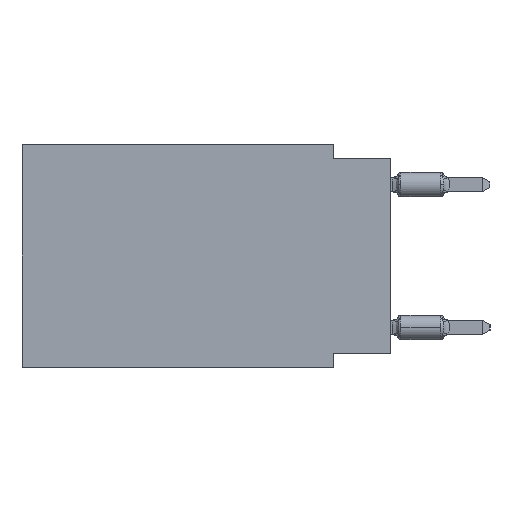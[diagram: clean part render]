
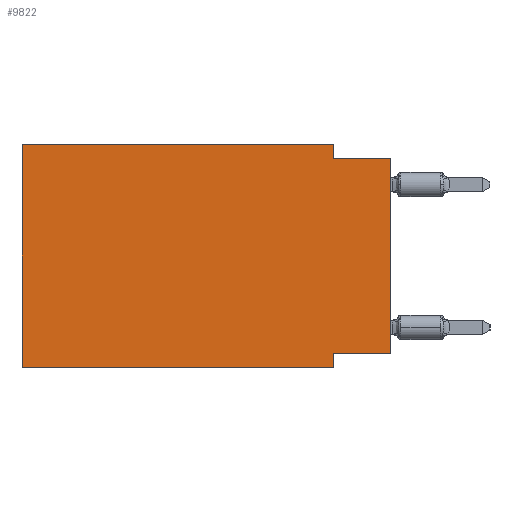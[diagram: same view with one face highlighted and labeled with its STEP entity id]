
A CAD part, left-side view. The second image highlights one B-rep face of the part: STEP entity #9822.
In plain terms, the highlighted planar face has unit normal (-1, 0, 0).
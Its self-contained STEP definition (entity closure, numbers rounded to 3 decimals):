
#1325 = VERTEX_POINT ( 'NONE', #21769 ) ;
#1479 = VERTEX_POINT ( 'NONE', #9690 ) ;
#1903 = CARTESIAN_POINT ( 'NONE',  ( 0., 0., -9.271 ) ) ;
#2566 = VERTEX_POINT ( 'NONE', #12927 ) ;
#2792 = CARTESIAN_POINT ( 'NONE',  ( 0., 16.383, 0. ) ) ;
#3543 = CARTESIAN_POINT ( 'NONE',  ( 0., 2.54, -9.906 ) ) ;
#3788 = ORIENTED_EDGE ( 'NONE', *, *, #21070, .T. ) ;
#4503 = DIRECTION ( 'NONE',  ( 0., 0., 1. ) ) ;
#4676 = EDGE_CURVE ( 'NONE', #1325, #22680, #6249, .T. ) ;
#5109 = DIRECTION ( 'NONE',  ( 0., 0., -1. ) ) ;
#6249 = LINE ( 'NONE', #13662, #13922 ) ;
#6497 = ORIENTED_EDGE ( 'NONE', *, *, #20285, .F. ) ;
#6544 = VECTOR ( 'NONE', #13258, 1000. ) ;
#6867 = FACE_OUTER_BOUND ( 'NONE', #8012, .T. ) ;
#7367 = AXIS2_PLACEMENT_3D ( 'NONE', #13936, #21029, #5109 ) ;
#7982 = EDGE_CURVE ( 'NONE', #22931, #15077, #22348, .T. ) ;
#8012 = EDGE_LOOP ( 'NONE', ( #12274, #6497, #13042, #13440, #15248, #3788, #9189, #11780 ) ) ;
#8721 = PLANE ( 'NONE',  #7367 ) ;
#8757 = EDGE_CURVE ( 'NONE', #19765, #1479, #17263, .T. ) ;
#9189 = ORIENTED_EDGE ( 'NONE', *, *, #9434, .F. ) ;
#9434 = EDGE_CURVE ( 'NONE', #15077, #10167, #18504, .T. ) ;
#9690 = CARTESIAN_POINT ( 'NONE',  ( 0., 2.54, -0.635 ) ) ;
#9758 = CARTESIAN_POINT ( 'NONE',  ( 0., 2.54, 0. ) ) ;
#9822 = ADVANCED_FACE ( 'NONE', ( #6867 ), #8721, .F. ) ;
#10167 = VERTEX_POINT ( 'NONE', #3543 ) ;
#10559 = CARTESIAN_POINT ( 'NONE',  ( 0., 16.383, -9.906 ) ) ;
#11217 = CARTESIAN_POINT ( 'NONE',  ( 0., 16.383, 0. ) ) ;
#11478 = EDGE_CURVE ( 'NONE', #22680, #19765, #15545, .T. ) ;
#11780 = ORIENTED_EDGE ( 'NONE', *, *, #7982, .F. ) ;
#12274 = ORIENTED_EDGE ( 'NONE', *, *, #18731, .T. ) ;
#12512 = VECTOR ( 'NONE', #13803, 1000. ) ;
#12594 = CARTESIAN_POINT ( 'NONE',  ( 0., 0., 0. ) ) ;
#12927 = CARTESIAN_POINT ( 'NONE',  ( 0., 0., -0.635 ) ) ;
#13042 = ORIENTED_EDGE ( 'NONE', *, *, #8757, .F. ) ;
#13258 = DIRECTION ( 'NONE',  ( 0., 0., -1. ) ) ;
#13440 = ORIENTED_EDGE ( 'NONE', *, *, #11478, .F. ) ;
#13458 = VECTOR ( 'NONE', #19692, 1000. ) ;
#13617 = DIRECTION ( 'NONE',  ( 0., 1., 0. ) ) ;
#13651 = LINE ( 'NONE', #20526, #16444 ) ;
#13662 = CARTESIAN_POINT ( 'NONE',  ( 0., 16.383, 0. ) ) ;
#13759 = CARTESIAN_POINT ( 'NONE',  ( 0., 2.54, 0. ) ) ;
#13803 = DIRECTION ( 'NONE',  ( 0., -1., 0. ) ) ;
#13922 = VECTOR ( 'NONE', #4503, 1000. ) ;
#13936 = CARTESIAN_POINT ( 'NONE',  ( 0., 16.383, 0. ) ) ;
#14453 = LINE ( 'NONE', #12594, #13458 ) ;
#15077 = VERTEX_POINT ( 'NONE', #18647 ) ;
#15248 = ORIENTED_EDGE ( 'NONE', *, *, #4676, .F. ) ;
#15406 = DIRECTION ( 'NONE',  ( 0., -1., 0. ) ) ;
#15469 = VECTOR ( 'NONE', #17038, 1000. ) ;
#15545 = LINE ( 'NONE', #2792, #12512 ) ;
#15908 = CARTESIAN_POINT ( 'NONE',  ( 0., 0., -9.271 ) ) ;
#16444 = VECTOR ( 'NONE', #15406, 1000. ) ;
#16762 = CARTESIAN_POINT ( 'NONE',  ( 0., 2.54, -9.906 ) ) ;
#16799 = VECTOR ( 'NONE', #21232, 1000. ) ;
#17038 = DIRECTION ( 'NONE',  ( 0., 0., -1. ) ) ;
#17263 = LINE ( 'NONE', #13759, #15469 ) ;
#18504 = LINE ( 'NONE', #16762, #6544 ) ;
#18647 = CARTESIAN_POINT ( 'NONE',  ( 0., 2.54, -9.271 ) ) ;
#18731 = EDGE_CURVE ( 'NONE', #22931, #2566, #14453, .T. ) ;
#19268 = LINE ( 'NONE', #10559, #16799 ) ;
#19692 = DIRECTION ( 'NONE',  ( 0., 0., 1. ) ) ;
#19765 = VERTEX_POINT ( 'NONE', #9758 ) ;
#20285 = EDGE_CURVE ( 'NONE', #1479, #2566, #13651, .T. ) ;
#20526 = CARTESIAN_POINT ( 'NONE',  ( 0., 0., -0.635 ) ) ;
#21029 = DIRECTION ( 'NONE',  ( 1., 0., 0. ) ) ;
#21070 = EDGE_CURVE ( 'NONE', #1325, #10167, #19268, .T. ) ;
#21232 = DIRECTION ( 'NONE',  ( 0., -1., 0. ) ) ;
#21397 = VECTOR ( 'NONE', #13617, 1000. ) ;
#21769 = CARTESIAN_POINT ( 'NONE',  ( 0., 16.383, -9.906 ) ) ;
#22348 = LINE ( 'NONE', #15908, #21397 ) ;
#22680 = VERTEX_POINT ( 'NONE', #11217 ) ;
#22931 = VERTEX_POINT ( 'NONE', #1903 ) ;
